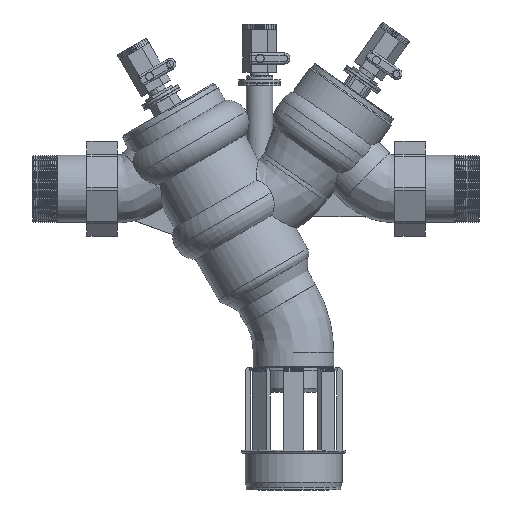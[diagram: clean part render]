
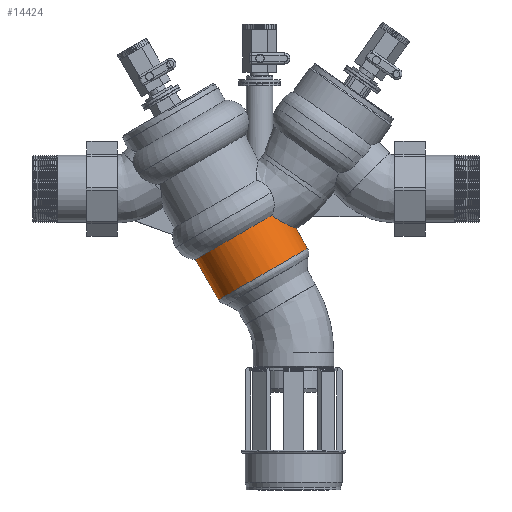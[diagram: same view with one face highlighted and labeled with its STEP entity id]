
A CAD part, front view. The second image highlights one B-rep face of the part: STEP entity #14424.
In plain terms, the highlighted cylindrical face has radius 37 mm (diameter 74 mm), a partial arc.
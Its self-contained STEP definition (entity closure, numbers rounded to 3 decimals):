
#6496=EDGE_CURVE('',#10632,#11746,#16857,.T.);
#6962=VERTEX_POINT('',#17364);
#6998=EDGE_CURVE('',#8724,#6962,#17401,.T.);
#7390=EDGE_CURVE('',#8724,#11746,#17829,.T.);
#8724=VERTEX_POINT('',#19287);
#10632=VERTEX_POINT('',#21376);
#11746=VERTEX_POINT('',#22602);
#13128=EDGE_CURVE('',#10632,#14416,#24127,.T.);
#13648=EDGE_CURVE('',#6962,#14416,#24697,.T.);
#14416=VERTEX_POINT('',#25548);
#14424=ADVANCED_FACE('',(#25556),#25557,.T.);
#16857=LINE('',#30732,#30733);
#17364=CARTESIAN_POINT('',(26.271,0.,-28.63));
#17401=LINE('',#31644,#31645);
#17829=CIRCLE('',#35490,37.0);
#19287=CARTESIAN_POINT('',(34.545,0.0,-42.962));
#21376=CARTESIAN_POINT('',(-46.33,0.,-50.882));
#22602=CARTESIAN_POINT('',(-29.541,0.,-79.962));
#24127=B_SPLINE_CURVE_WITH_KNOTS('',3,(#66159,#66160,#66161,#66162,#66163,#66164,#66165,#66166,#66167,#66168,#66169,#66170,#66171,#66172,#66173,#66174),.UNSPECIFIED.,.F.,.F.,(4,2,2,2,2,2,2,4),(0.0,8.184,16.367,30.821,45.275,59.729,74.183,88.044),.UNSPECIFIED.);
#24697=B_SPLINE_CURVE_WITH_KNOTS('',3,(#68884,#68885,#68886,#68887,#68888,#68889,#68890,#68891,#68892,#68893,#68894,#68895,#68896,#68897),.UNSPECIFIED.,.F.,.F.,(4,2,2,2,2,2,4),(0.0,8.827,18.176,29.25,39.689,44.619,49.511),.UNSPECIFIED.);
#25548=CARTESIAN_POINT('',(8.748,-25.72,-19.083));
#25556=FACE_OUTER_BOUND('',#70284,.T.);
#25557=CYLINDRICAL_SURFACE('',#70285,37.0);
#30732=CARTESIAN_POINT('',(-41.541,0.,-59.177));
#30733=VECTOR('',#75920,1.0);
#31644=CARTESIAN_POINT('',(22.545,0.,-22.177));
#31645=VECTOR('',#76576,1.0);
#35490=AXIS2_PLACEMENT_3D('',#76996,#76997,#76998);
#66159=CARTESIAN_POINT('',(-46.33,0.0,-50.882));
#66160=CARTESIAN_POINT('',(-46.33,-2.728,-50.882));
#66161=CARTESIAN_POINT('',(-46.068,-5.447,-50.732));
#66162=CARTESIAN_POINT('',(-45.033,-10.771,-50.134));
#66163=CARTESIAN_POINT('',(-44.262,-13.358,-49.689));
#66164=CARTESIAN_POINT('',(-41.467,-20.179,-48.075));
#66165=CARTESIAN_POINT('',(-38.963,-24.09,-46.629));
#66166=CARTESIAN_POINT('',(-32.798,-30.583,-43.07));
#66167=CARTESIAN_POINT('',(-29.195,-33.104,-40.99));
#66168=CARTESIAN_POINT('',(-21.356,-36.408,-36.464));
#66169=CARTESIAN_POINT('',(-17.195,-37.161,-34.061));
#66170=CARTESIAN_POINT('',(-8.856,-36.782,-29.247));
#66171=CARTESIAN_POINT('',(-4.759,-35.654,-26.882));
#66172=CARTESIAN_POINT('',(2.675,-31.729,-22.59));
#66173=CARTESIAN_POINT('',(5.969,-29.039,-20.688));
#66174=CARTESIAN_POINT('',(8.748,-25.72,-19.083));
#68884=CARTESIAN_POINT('',(26.271,0.0,-28.63));
#68885=CARTESIAN_POINT('',(26.271,-2.942,-28.63));
#68886=CARTESIAN_POINT('',(25.738,-5.827,-28.415));
#68887=CARTESIAN_POINT('',(23.681,-11.462,-27.533));
#68888=CARTESIAN_POINT('',(22.135,-14.102,-26.853));
#68889=CARTESIAN_POINT('',(18.067,-19.208,-24.872));
#68890=CARTESIAN_POINT('',(15.452,-21.511,-23.495));
#68891=CARTESIAN_POINT('',(10.168,-25.099,-20.184));
#68892=CARTESIAN_POINT('',(7.497,-26.443,-18.278));
#68893=CARTESIAN_POINT('',(3.826,-27.836,-14.987));
#68894=CARTESIAN_POINT('',(2.682,-28.197,-13.851));
#68895=CARTESIAN_POINT('',(0.545,-28.727,-11.429));
#68896=CARTESIAN_POINT('',(-0.45,-28.9,-10.14));
#68897=CARTESIAN_POINT('',(-1.338,-28.968,-8.774));
#70284=EDGE_LOOP('',(#85436,#85437,#85438,#85439,#85440));
#70285=AXIS2_PLACEMENT_3D('',#85441,#85442,#85443);
#75920=DIRECTION('',(0.5,-0.0,-0.866));
#76576=DIRECTION('',(-0.5,0.0,0.866));
#76996=CARTESIAN_POINT('',(2.502,0.0,-61.462));
#76997=DIRECTION('',(0.5,0.0,-0.866));
#76998=DIRECTION('',(0.866,0.0,0.5));
#85436=ORIENTED_EDGE('',*,*,#6998,.T.);
#85437=ORIENTED_EDGE('',*,*,#13648,.T.);
#85438=ORIENTED_EDGE('',*,*,#13128,.F.);
#85439=ORIENTED_EDGE('',*,*,#6496,.T.);
#85440=ORIENTED_EDGE('',*,*,#7390,.F.);
#85441=CARTESIAN_POINT('',(-9.498,0.0,-40.677));
#85442=DIRECTION('',(0.5,-0.0,-0.866));
#85443=DIRECTION('',(0.866,0.0,0.5));
